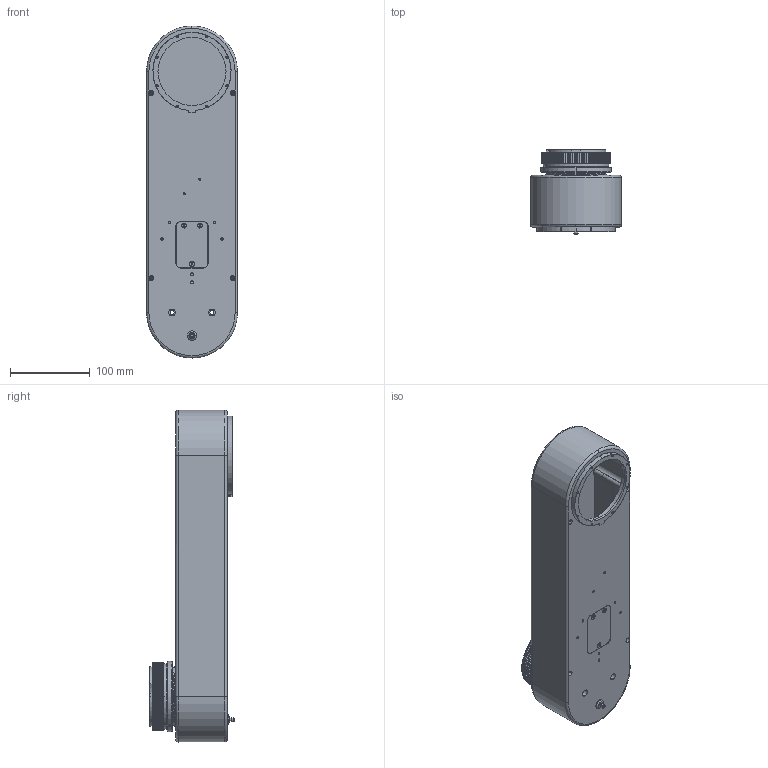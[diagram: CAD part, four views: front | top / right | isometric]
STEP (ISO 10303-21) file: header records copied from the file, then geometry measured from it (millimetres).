
FILE_DESCRIPTION(/* description */ (''),/* implementation_level */ '2;1');
FILE_NAME(/* name */ 'InnerArm.stp',/* time_stamp */ '2022-09-19T17:07:13+10:00',/* author */ ('benni'),/* organization */ (''),/* preprocessor_version */ 'ST-DEVELOPER v19',/* originating_system */ 'Autodesk Inventor 2023',/* authorisation */ '');
FILE_SCHEMA (('AUTOMOTIVE_DESIGN { 1 0 10303 214 3 1 1 }'));
Length unit declared in the file: millimetre
Products named in the file (1): InnerArm
Bounding box: 114 x 105.88 x 416 mm (x, y, z)
Surface area: 337135 mm2 (no closed solid volume)
Topology: 0 solids, 1298 shells, 1298 faces, 6090 edges, 6054 vertices
Faces by surface type: cylinder 867, plane 279, cone 134, torus 18
Entity records: 68358 total; most frequent: CARTESIAN_POINT 15480, DIRECTION 11842, VERTEX_POINT 6054, EDGE_CURVE 6054, ORIENTED_EDGE 6054, AXIS2_PLACEMENT_3D 4547, CIRCLE 3248, LINE 2748
